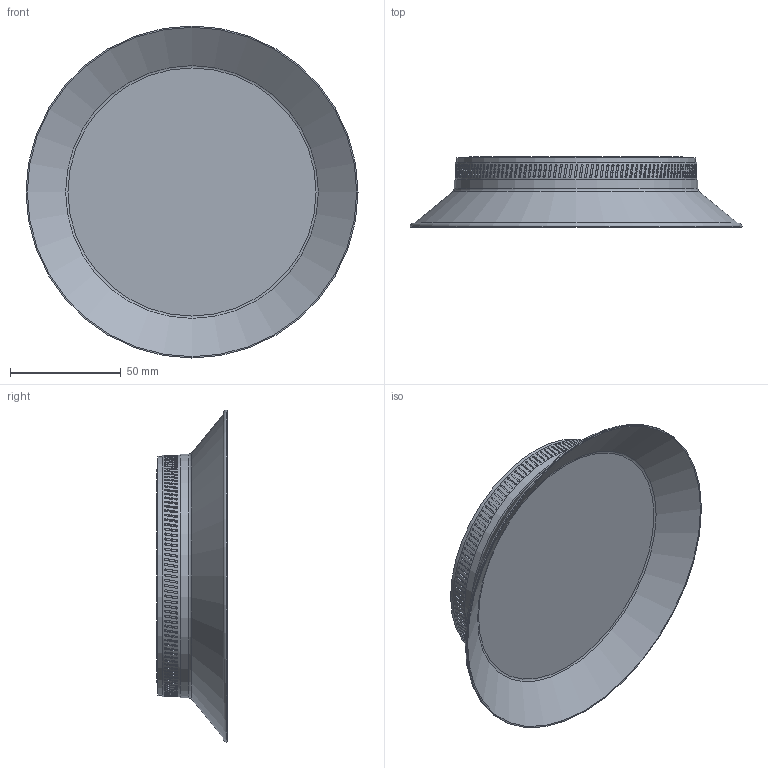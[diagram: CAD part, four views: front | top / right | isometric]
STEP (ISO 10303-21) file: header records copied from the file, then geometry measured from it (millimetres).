
FILE_DESCRIPTION(/* description */ (''),/* implementation_level */ '2;1');
FILE_NAME(/* name */ 'vz151pur abrazadera 2.stp',/* time_stamp */ '2023-12-12T10:04:02+01:00',/* author */ ('enginyeria2'),/* organization */ (''),/* preprocessor_version */ 'ST-DEVELOPER v17',/* originating_system */ 'Autodesk Inventor 2019',/* authorisation */ '');
FILE_SCHEMA (('AUTOMOTIVE_DESIGN { 1 0 10303 214 3 1 1 }'));
Length unit declared in the file: millimetre
Products named in the file (1): Pieza1
Bounding box: 150 x 31.79 x 150 mm (x, y, z)
Volume: 207504.6 mm3; surface area: 46150.3 mm2
Topology: 1 solids, 1 shells, 739 faces, 1780 edges, 1191 vertices
Faces by surface type: plane 439, cylinder 292, cone 5, torus 3
Full cylindrical faces by diameter (mm): 14.95 x1, 108.018 x1, 109.018 x1, 110.135 x1
Entity records: 26219 total; most frequent: CARTESIAN_POINT 8607, DIRECTION 3590, ORIENTED_EDGE 3560, EDGE_CURVE 1780, AXIS2_PLACEMENT_3D 1358, VERTEX_POINT 1191, EDGE_LOOP 887, LINE 874
